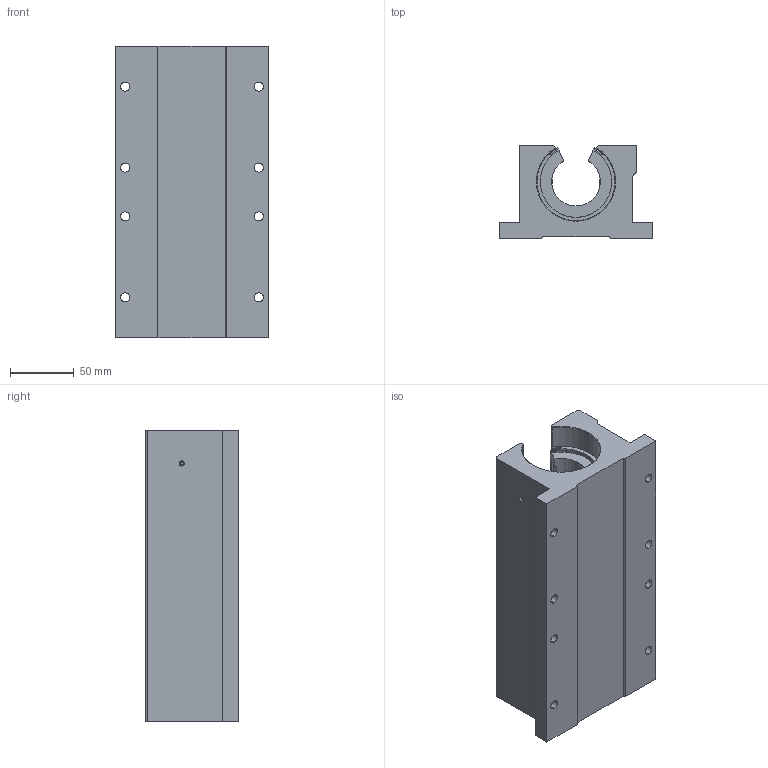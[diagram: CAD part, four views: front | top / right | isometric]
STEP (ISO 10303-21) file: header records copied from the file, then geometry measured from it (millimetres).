
FILE_DESCRIPTION (( 'STEP AP214' ), '1' );
FILE_NAME ('PillowBlock_08129E72A7.step', '2023-02-15T19:55:16', ( '' ), ( '' ), 'SwSTEP 2.0', 'SolidWorks 2019', '' );
FILE_SCHEMA (( 'AUTOMOTIVE_DESIGN' ));
Length unit declared in the file: inch
Products named in the file (3): 0ogViUN8Kf_CADModel_0; PillowBlock_08129E72A7
Assembly tree (1 placements, depth 2):
  0ogViUN8Kf_CADModel_0
  PillowBlock_08129E72A7
    0ogViUN8Kf_CADModel_0
Bounding box: 120.65 x 73.03 x 228.6 mm (x, y, z)
Volume: 1115140.4 mm3; surface area: 189556.2 mm2
Topology: 9 solids, 9 shells, 284 faces, 760 edges, 494 vertices
Faces by surface type: cylinder 143, plane 85, cone 36, torus 20
Entity records: 13185 total; most frequent: CARTESIAN_POINT 1951, DIRECTION 1638, ORIENTED_EDGE 1520, EDGE_CURVE 760, AXIS2_PLACEMENT_3D 641, VERTEX_POINT 494, LINE 356, VECTOR 356
